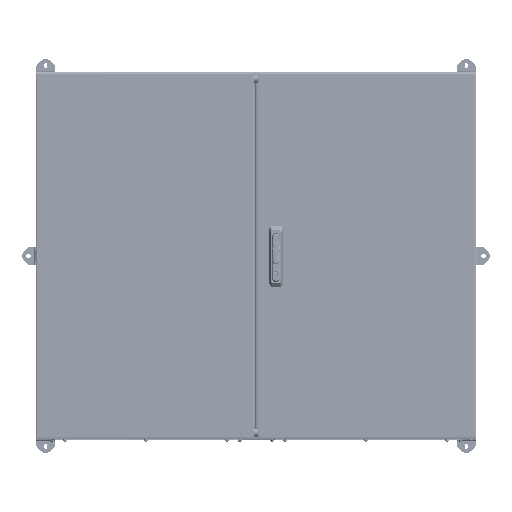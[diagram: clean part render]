
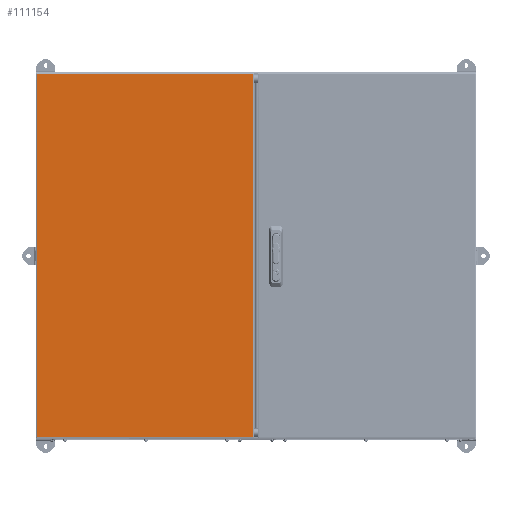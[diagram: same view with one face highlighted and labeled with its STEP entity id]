
A CAD part, top view. The second image highlights one B-rep face of the part: STEP entity #111154.
In plain terms, the highlighted planar face has unit normal (0, 0, 1).
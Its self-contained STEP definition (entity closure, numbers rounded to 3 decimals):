
#729 = CARTESIAN_POINT ( 'NONE',  ( 294.5, -495.293, 0. ) ) ;
#4231 = ORIENTED_EDGE ( 'NONE', *, *, #47373, .T. ) ;
#13865 = ORIENTED_EDGE ( 'NONE', *, *, #115393, .T. ) ;
#14660 = EDGE_CURVE ( 'NONE', #79967, #16084, #37754, .T. ) ;
#16084 = VERTEX_POINT ( 'NONE', #81533 ) ;
#21082 = PLANE ( 'NONE',  #38118 ) ;
#23537 = CARTESIAN_POINT ( 'NONE',  ( 295.293, 494.5, 0. ) ) ;
#25760 = LINE ( 'NONE', #119183, #73085 ) ;
#25943 = VERTEX_POINT ( 'NONE', #114761 ) ;
#30406 = VERTEX_POINT ( 'NONE', #62257 ) ;
#33984 = EDGE_CURVE ( 'NONE', #16084, #25943, #82469, .T. ) ;
#37754 = LINE ( 'NONE', #729, #92719 ) ;
#38118 = AXIS2_PLACEMENT_3D ( 'NONE', #56881, #59329, #85718 ) ;
#41743 = VECTOR ( 'NONE', #52405, 1000. ) ;
#43549 = ORIENTED_EDGE ( 'NONE', *, *, #33984, .T. ) ;
#47373 = EDGE_CURVE ( 'NONE', #25943, #30406, #25760, .T. ) ;
#52405 = DIRECTION ( 'NONE',  ( -1., 0., 0. ) ) ;
#55397 = DIRECTION ( 'NONE',  ( 1., 0., 0. ) ) ;
#56881 = CARTESIAN_POINT ( 'NONE',  ( 0., 0., 0. ) ) ;
#59329 = DIRECTION ( 'NONE',  ( 0., 0., 1. ) ) ;
#62257 = CARTESIAN_POINT ( 'NONE',  ( -294.5, -494.5, 0. ) ) ;
#64813 = CARTESIAN_POINT ( 'NONE',  ( -295.293, -494.5, 0. ) ) ;
#73085 = VECTOR ( 'NONE', #82229, 1000. ) ;
#77284 = EDGE_LOOP ( 'NONE', ( #43549, #4231, #13865, #99740 ) ) ;
#79967 = VERTEX_POINT ( 'NONE', #109275 ) ;
#81533 = CARTESIAN_POINT ( 'NONE',  ( 294.5, 494.5, 0. ) ) ;
#82229 = DIRECTION ( 'NONE',  ( 0., -1., 0. ) ) ;
#82469 = LINE ( 'NONE', #23537, #41743 ) ;
#85718 = DIRECTION ( 'NONE',  ( 1., 0., 0. ) ) ;
#92719 = VECTOR ( 'NONE', #96605, 1000. ) ;
#96605 = DIRECTION ( 'NONE',  ( 0., 1., 0. ) ) ;
#99740 = ORIENTED_EDGE ( 'NONE', *, *, #14660, .T. ) ;
#100399 = VECTOR ( 'NONE', #55397, 1000. ) ;
#106968 = FACE_OUTER_BOUND ( 'NONE', #77284, .T. ) ;
#109275 = CARTESIAN_POINT ( 'NONE',  ( 294.5, -494.5, 0. ) ) ;
#111154 = ADVANCED_FACE ( 'NONE', ( #106968 ), #21082, .T. ) ;
#114761 = CARTESIAN_POINT ( 'NONE',  ( -294.5, 494.5, 0. ) ) ;
#115393 = EDGE_CURVE ( 'NONE', #30406, #79967, #119958, .T. ) ;
#119183 = CARTESIAN_POINT ( 'NONE',  ( -294.5, 495.293, 0. ) ) ;
#119958 = LINE ( 'NONE', #64813, #100399 ) ;
